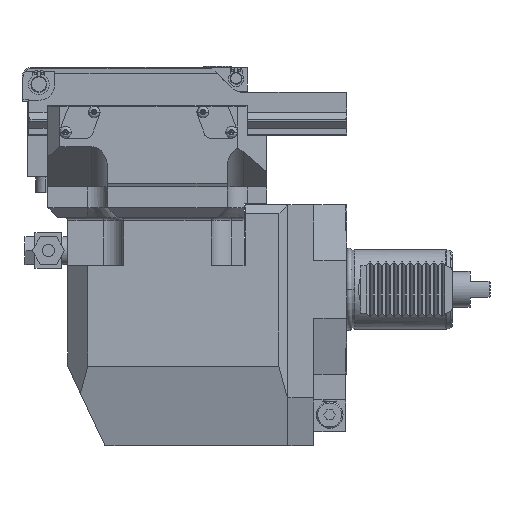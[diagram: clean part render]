
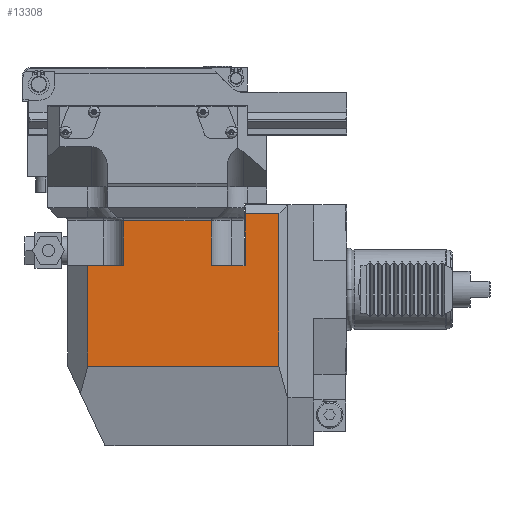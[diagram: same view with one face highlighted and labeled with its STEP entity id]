
A CAD part, front view. The second image highlights one B-rep face of the part: STEP entity #13308.
In plain terms, the highlighted planar face has unit normal (0, -1, 0).
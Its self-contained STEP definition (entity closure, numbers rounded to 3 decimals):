
#1971=DIRECTION('',(1.,0.,0.));
#1972=VECTOR('',#1971,18.);
#1973=CARTESIAN_POINT('',(-130.,-42.5,12.));
#1974=LINE('',#1973,#1972);
#1975=DIRECTION('',(0.,0.,-1.));
#1976=VECTOR('',#1975,22.5);
#1977=CARTESIAN_POINT('',(-112.,-42.5,34.5));
#1978=LINE('',#1977,#1976);
#1979=DIRECTION('',(-1.,0.,0.));
#1980=VECTOR('',#1979,44.);
#1981=CARTESIAN_POINT('',(-68.,-42.5,34.5));
#1982=LINE('',#1981,#1980);
#1983=DIRECTION('',(0.,0.,-1.));
#1984=VECTOR('',#1983,22.5);
#1985=CARTESIAN_POINT('',(-68.,-42.5,34.5));
#1986=LINE('',#1985,#1984);
#1987=DIRECTION('',(1.,0.,0.));
#1988=VECTOR('',#1987,17.);
#1989=CARTESIAN_POINT('',(-68.,-42.5,12.));
#1990=LINE('',#1989,#1988);
#1991=DIRECTION('',(0.,0.,-1.));
#1992=VECTOR('',#1991,26.);
#1993=CARTESIAN_POINT('',(-51.,-42.5,38.));
#1994=LINE('',#1993,#1992);
#1995=DIRECTION('',(1.,0.,0.));
#1996=VECTOR('',#1995,17.);
#1997=CARTESIAN_POINT('',(-51.,-42.5,38.));
#1998=LINE('',#1997,#1996);
#1999=DIRECTION('',(0.,0.,1.));
#2000=VECTOR('',#1999,76.5);
#2001=CARTESIAN_POINT('',(-34.,-42.5,-38.5));
#2002=LINE('',#2001,#2000);
#2003=DIRECTION('',(-1.,0.,0.));
#2004=VECTOR('',#2003,96.);
#2005=CARTESIAN_POINT('',(-34.,-42.5,-38.5));
#2006=LINE('',#2005,#2004);
#2007=DIRECTION('',(0.,0.,1.));
#2008=VECTOR('',#2007,50.5);
#2009=CARTESIAN_POINT('',(-130.,-42.5,-38.5));
#2010=LINE('',#2009,#2008);
#9940=CARTESIAN_POINT('',(-51.,-42.5,12.));
#9942=VERTEX_POINT('',#9940);
#9944=CARTESIAN_POINT('',(-34.,-42.5,-38.5));
#9945=CARTESIAN_POINT('',(-130.,-42.5,-38.5));
#9946=VERTEX_POINT('',#9944);
#9947=VERTEX_POINT('',#9945);
#9962=CARTESIAN_POINT('',(-34.,-42.5,38.));
#9963=VERTEX_POINT('',#9962);
#9968=CARTESIAN_POINT('',(-51.,-42.5,38.));
#9970=VERTEX_POINT('',#9968);
#9977=CARTESIAN_POINT('',(-130.,-42.5,12.));
#9979=VERTEX_POINT('',#9977);
#10090=CARTESIAN_POINT('',(-68.,-42.5,34.5));
#10091=VERTEX_POINT('',#10090);
#10094=CARTESIAN_POINT('',(-112.,-42.5,34.5));
#10095=VERTEX_POINT('',#10094);
#10168=CARTESIAN_POINT('',(-112.,-42.5,12.));
#10170=VERTEX_POINT('',#10168);
#10190=CARTESIAN_POINT('',(-68.,-42.5,12.));
#10191=VERTEX_POINT('',#10190);
#13284=CARTESIAN_POINT('',(-29.5,-42.5,42.5));
#13285=DIRECTION('',(0.,-1.,0.));
#13286=DIRECTION('',(-1.,0.,0.));
#13287=AXIS2_PLACEMENT_3D('',#13284,#13285,#13286);
#13288=PLANE('',#13287);
#13290=ORIENTED_EDGE('',*,*,#13289,.T.);
#13292=ORIENTED_EDGE('',*,*,#13291,.F.);
#13294=ORIENTED_EDGE('',*,*,#13293,.F.);
#13296=ORIENTED_EDGE('',*,*,#13295,.T.);
#13298=ORIENTED_EDGE('',*,*,#13297,.T.);
#13299=ORIENTED_EDGE('',*,*,#13262,.F.);
#13300=ORIENTED_EDGE('',*,*,#13278,.T.);
#13301=ORIENTED_EDGE('',*,*,#12357,.F.);
#13303=ORIENTED_EDGE('',*,*,#13302,.T.);
#13305=ORIENTED_EDGE('',*,*,#13304,.T.);
#13306=EDGE_LOOP('',(#13290,#13292,#13294,#13296,#13298,#13299,#13300,#13301,
#13303,#13305));
#13307=FACE_OUTER_BOUND('',#13306,.F.);
#13308=ADVANCED_FACE('',(#13307),#13288,.T.);
#12357=EDGE_CURVE('',#9946,#9963,#2002,.T.);
#13262=EDGE_CURVE('',#9970,#9942,#1994,.T.);
#13278=EDGE_CURVE('',#9970,#9963,#1998,.T.);
#13289=EDGE_CURVE('',#9979,#10170,#1974,.T.);
#13291=EDGE_CURVE('',#10095,#10170,#1978,.T.);
#13293=EDGE_CURVE('',#10091,#10095,#1982,.T.);
#13295=EDGE_CURVE('',#10091,#10191,#1986,.T.);
#13297=EDGE_CURVE('',#10191,#9942,#1990,.T.);
#13302=EDGE_CURVE('',#9946,#9947,#2006,.T.);
#13304=EDGE_CURVE('',#9947,#9979,#2010,.T.);
